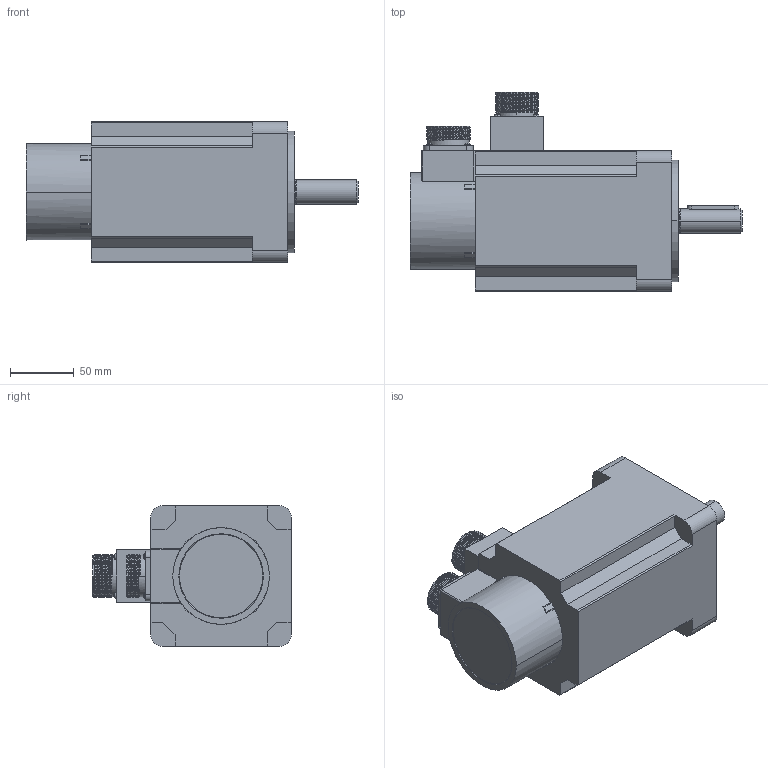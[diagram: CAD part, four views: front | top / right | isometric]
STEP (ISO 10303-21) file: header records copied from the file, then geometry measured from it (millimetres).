
FILE_DESCRIPTION (( 'STEP AP214' ), '1' );
FILE_NAME ('110ST-M05030.STEP', '2023-10-30T16:24:49', ( '' ), ( '' ), 'SwSTEP 2.0', 'SolidWorks 2021', '' );
FILE_SCHEMA (( 'AUTOMOTIVE_DESIGN' ));
Length unit declared in the file: millimetre
Products named in the file (4): 110ST-M04030价陬; cross recessed round head wood screws gb_GB_WOOD_SCREWS_TYPE136 M2.5X6-N; 110ST-M05030儂旯; 110ST-M05030
Assembly tree (10 placements, depth 2):
  110ST-M05030
    110ST-M05030儂旯
    110ST-M04030价陬
    cross recessed round head wood screws gb_GB_WOOD_SCREWS_TYPE136 M2.5X6-N  x8
Bounding box: 259.5 x 155.5 x 110 mm (x, y, z)
Volume: 2041630 mm3; surface area: 136825.3 mm2
Topology: 10 solids, 10 shells, 568 faces, 1396 edges, 867 vertices
Faces by surface type: plane 228, cylinder 211, bspline 59, torus 32, cone 22, sphere 16
Entity records: 40233 total; most frequent: CARTESIAN_POINT 31309, ORIENTED_EDGE 2116, DIRECTION 1529, EDGE_CURVE 1058, VERTEX_POINT 685, AXIS2_PLACEMENT_3D 536, VECTOR 457, LINE 457
